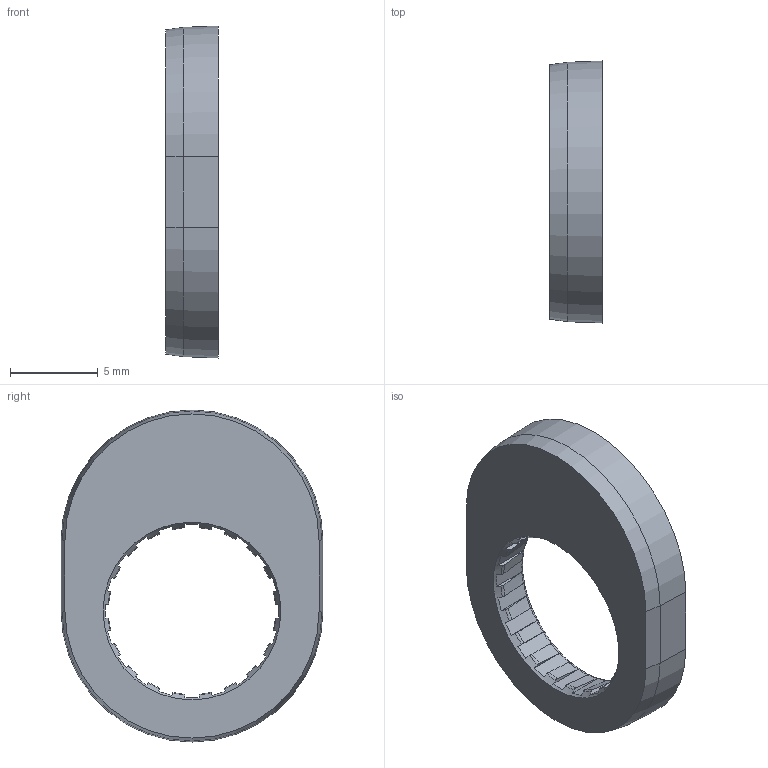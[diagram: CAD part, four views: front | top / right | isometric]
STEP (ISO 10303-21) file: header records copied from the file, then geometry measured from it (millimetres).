
FILE_DESCRIPTION(('FreeCAD Model'),'2;1');
FILE_NAME('Open CASCADE Shape Model','2023-09-29T17:16:09',(''),(''), 'Open CASCADE STEP processor 7.6','FreeCAD','Unknown');
FILE_SCHEMA(('AUTOMOTIVE_DESIGN { 1 0 10303 214 1 1 1 1 }'));
Length unit declared in the file: millimetre
Products named in the file (1): Ride_height_adjuster_2
Bounding box: 3 x 14.95 x 18.95 mm (x, y, z)
Volume: 412.7 mm3; surface area: 573.4 mm2
Topology: 1 solids, 1 shells, 114 faces, 348 edges, 237 vertices
Faces by surface type: plane 67, cone 25, revolution 21, cylinder 1
Full cylindrical faces by diameter (mm): 14.434 x1
Entity records: 12541 total; most frequent: CARTESIAN_POINT 6296, DIRECTION 980, ORIENTED_EDGE 696, PCURVE 696, DEFINITIONAL_REPRESENTATION 696, B_SPLINE_CURVE_WITH_KNOTS 485, EDGE_CURVE 348, SURFACE_CURVE 345
